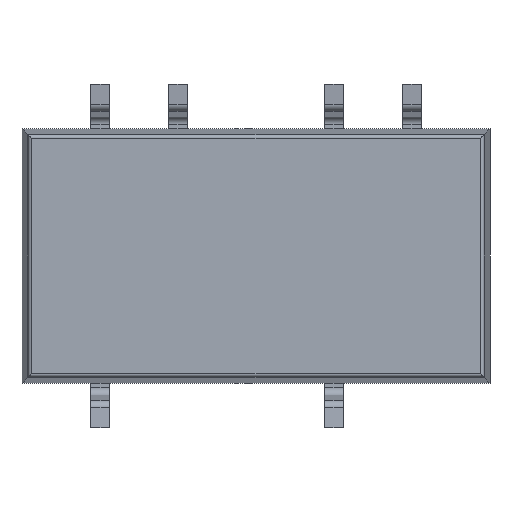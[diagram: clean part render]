
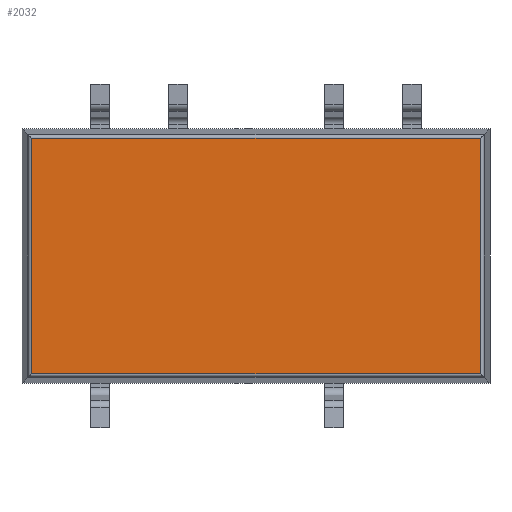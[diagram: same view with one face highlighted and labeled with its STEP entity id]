
A CAD part, front view. The second image highlights one B-rep face of the part: STEP entity #2032.
In plain terms, the highlighted planar face has unit normal (0, -1, 0).
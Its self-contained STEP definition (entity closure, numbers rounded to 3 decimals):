
#93=PLANE('',#2182);
#178=FACE_OUTER_BOUND('',#298,.T.);
#298=EDGE_LOOP('',(#1408,#1409,#1410,#1411));
#426=LINE('',#2986,#655);
#429=LINE('',#2996,#658);
#431=LINE('',#3002,#660);
#433=LINE('',#3006,#662);
#655=VECTOR('',#2369,10.);
#658=VECTOR('',#2378,10.);
#660=VECTOR('',#2384,10.);
#662=VECTOR('',#2390,10.);
#884=VERTEX_POINT('',#2984);
#885=VERTEX_POINT('',#2985);
#889=VERTEX_POINT('',#2995);
#891=VERTEX_POINT('',#3001);
#1082=EDGE_CURVE('',#884,#885,#426,.T.);
#1087=EDGE_CURVE('',#885,#889,#429,.T.);
#1090=EDGE_CURVE('',#889,#891,#431,.T.);
#1093=EDGE_CURVE('',#891,#884,#433,.T.);
#1408=ORIENTED_EDGE('',*,*,#1082,.F.);
#1409=ORIENTED_EDGE('',*,*,#1093,.F.);
#1410=ORIENTED_EDGE('',*,*,#1090,.F.);
#1411=ORIENTED_EDGE('',*,*,#1087,.F.);
#2032=ADVANCED_FACE('',(#178),#93,.F.);
#2182=AXIS2_PLACEMENT_3D('',#3017,#2400,#2401);
#2369=DIRECTION('',(0.,0.,1.));
#2378=DIRECTION('',(1.,0.,0.));
#2384=DIRECTION('',(0.,0.,-1.));
#2390=DIRECTION('',(-1.,0.,0.));
#2400=DIRECTION('center_axis',(0.,1.,0.));
#2401=DIRECTION('ref_axis',(0.,0.,1.));
#2984=CARTESIAN_POINT('',(-7.301,0.25,-3.831));
#2985=CARTESIAN_POINT('',(-7.301,0.25,3.831));
#2986=CARTESIAN_POINT('',(-7.301,0.25,-2.075));
#2995=CARTESIAN_POINT('',(7.301,0.25,3.831));
#2996=CARTESIAN_POINT('',(-3.81,0.25,3.831));
#3001=CARTESIAN_POINT('',(7.301,0.25,-3.831));
#3002=CARTESIAN_POINT('',(7.301,0.25,2.075));
#3006=CARTESIAN_POINT('',(3.81,0.25,-3.831));
#3017=CARTESIAN_POINT('Origin',(0.,0.25,0.));
